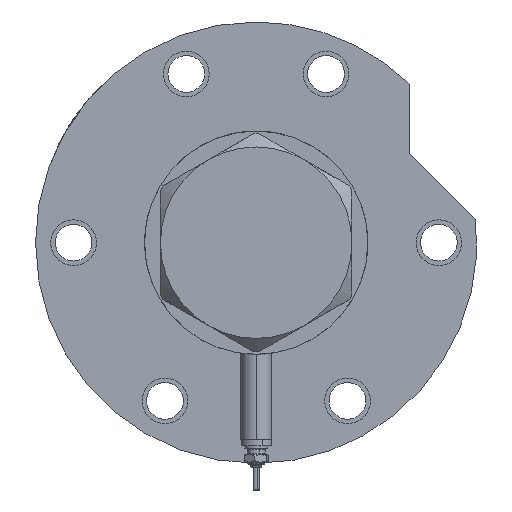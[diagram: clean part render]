
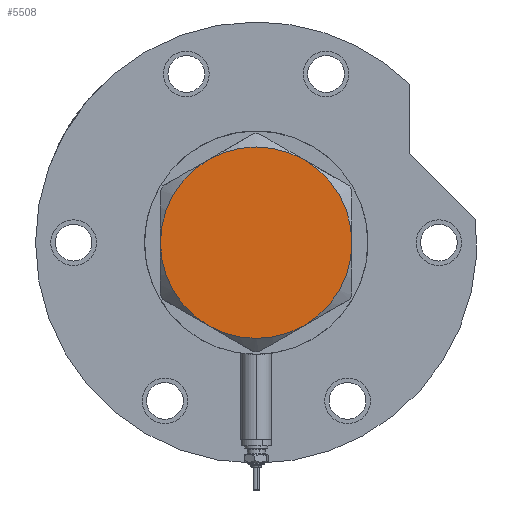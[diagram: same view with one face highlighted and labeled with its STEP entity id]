
A CAD part, left-side view. The second image highlights one B-rep face of the part: STEP entity #5508.
In plain terms, the highlighted face is planar.
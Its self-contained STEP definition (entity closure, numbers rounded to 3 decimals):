
#2 = FACE_OUTER_BOUND ( 'NONE', #2007, .T. ) ;
#18 = EDGE_CURVE ( 'NONE', #1742, #1200, #5017, .T. ) ;
#74 = AXIS2_PLACEMENT_3D ( 'NONE', #1795, #607, #4702 ) ;
#324 = AXIS2_PLACEMENT_3D ( 'NONE', #2473, #2548, #6557 ) ;
#484 = VERTEX_POINT ( 'NONE', #3134 ) ;
#543 = CARTESIAN_POINT ( 'NONE',  ( 0., 0., 13. ) ) ;
#607 = DIRECTION ( 'NONE',  ( 0., 0., 1. ) ) ;
#669 = DIRECTION ( 'NONE',  ( 0., 0., 1. ) ) ;
#1036 = CIRCLE ( 'NONE', #4097, 37.75 ) ;
#1097 = EDGE_CURVE ( 'NONE', #1122, #5615, #5516, .T. ) ;
#1121 = DIRECTION ( 'NONE',  ( 1., 0., 0. ) ) ;
#1122 = VERTEX_POINT ( 'NONE', #6265 ) ;
#1200 = VERTEX_POINT ( 'NONE', #7072 ) ;
#1338 = DIRECTION ( 'NONE',  ( 1., 0., 0. ) ) ;
#1413 = CIRCLE ( 'NONE', #324, 37.75 ) ;
#1431 = EDGE_CURVE ( 'NONE', #3443, #1742, #6716, .T. ) ;
#1742 = VERTEX_POINT ( 'NONE', #4902 ) ;
#1795 = CARTESIAN_POINT ( 'NONE',  ( 0., 0., 13. ) ) ;
#1800 = CIRCLE ( 'NONE', #3152, 37.75 ) ;
#2007 = EDGE_LOOP ( 'NONE', ( #5608, #5842, #3665, #5390, #2714, #5875 ) ) ;
#2030 = DIRECTION ( 'NONE',  ( 0., 0., 1. ) ) ;
#2086 = EDGE_CURVE ( 'NONE', #5615, #484, #1800, .T. ) ;
#2267 = DIRECTION ( 'NONE',  ( 0., 0., 1. ) ) ;
#2335 = AXIS2_PLACEMENT_3D ( 'NONE', #2524, #2030, #1338 ) ;
#2473 = CARTESIAN_POINT ( 'NONE',  ( 0., 0., 13. ) ) ;
#2499 = DIRECTION ( 'NONE',  ( 1., 0., 0. ) ) ;
#2524 = CARTESIAN_POINT ( 'NONE',  ( 0., 0., 13. ) ) ;
#2548 = DIRECTION ( 'NONE',  ( 0., 0., 1. ) ) ;
#2714 = ORIENTED_EDGE ( 'NONE', *, *, #4655, .T. ) ;
#2721 = DIRECTION ( 'NONE',  ( 0., 0., 1. ) ) ;
#3086 = DIRECTION ( 'NONE',  ( 1., 0., 0. ) ) ;
#3134 = CARTESIAN_POINT ( 'NONE',  ( 37.75, 0., 13. ) ) ;
#3152 = AXIS2_PLACEMENT_3D ( 'NONE', #5279, #2267, #1121 ) ;
#3182 = CARTESIAN_POINT ( 'NONE',  ( 18.875, 32.692, 13. ) ) ;
#3443 = VERTEX_POINT ( 'NONE', #3182 ) ;
#3665 = ORIENTED_EDGE ( 'NONE', *, *, #1431, .T. ) ;
#4097 = AXIS2_PLACEMENT_3D ( 'NONE', #6546, #669, #2499 ) ;
#4655 = EDGE_CURVE ( 'NONE', #1200, #1122, #1036, .T. ) ;
#4702 = DIRECTION ( 'NONE',  ( 1., 0., 0. ) ) ;
#4880 = CARTESIAN_POINT ( 'NONE',  ( 18.875, -32.692, 13. ) ) ;
#4898 = AXIS2_PLACEMENT_3D ( 'NONE', #5342, #7130, #3086 ) ;
#4902 = CARTESIAN_POINT ( 'NONE',  ( -18.875, 32.692, 13. ) ) ;
#5017 = CIRCLE ( 'NONE', #2335, 37.75 ) ;
#5031 = AXIS2_PLACEMENT_3D ( 'NONE', #543, #2721, #5090 ) ;
#5090 = DIRECTION ( 'NONE',  ( 1., 0., 0. ) ) ;
#5279 = CARTESIAN_POINT ( 'NONE',  ( 0., 0., 13. ) ) ;
#5342 = CARTESIAN_POINT ( 'NONE',  ( 0., 0., 13. ) ) ;
#5390 = ORIENTED_EDGE ( 'NONE', *, *, #18, .T. ) ;
#5508 = ADVANCED_FACE ( 'NONE', ( #2 ), #5833, .T. ) ;
#5516 = CIRCLE ( 'NONE', #5031, 37.75 ) ;
#5608 = ORIENTED_EDGE ( 'NONE', *, *, #2086, .T. ) ;
#5612 = EDGE_CURVE ( 'NONE', #484, #3443, #1413, .T. ) ;
#5615 = VERTEX_POINT ( 'NONE', #4880 ) ;
#5833 = PLANE ( 'NONE',  #74 ) ;
#5842 = ORIENTED_EDGE ( 'NONE', *, *, #5612, .T. ) ;
#5875 = ORIENTED_EDGE ( 'NONE', *, *, #1097, .T. ) ;
#6265 = CARTESIAN_POINT ( 'NONE',  ( -18.875, -32.692, 13. ) ) ;
#6546 = CARTESIAN_POINT ( 'NONE',  ( 0., 0., 13. ) ) ;
#6557 = DIRECTION ( 'NONE',  ( 1., 0., 0. ) ) ;
#6716 = CIRCLE ( 'NONE', #4898, 37.75 ) ;
#7072 = CARTESIAN_POINT ( 'NONE',  ( -37.75, 0., 13. ) ) ;
#7130 = DIRECTION ( 'NONE',  ( 0., 0., 1. ) ) ;
